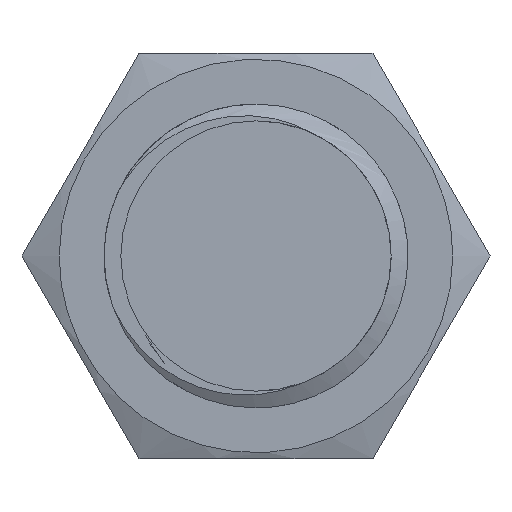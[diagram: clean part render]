
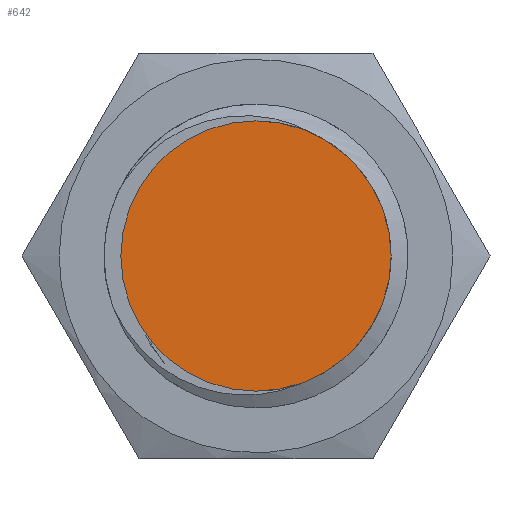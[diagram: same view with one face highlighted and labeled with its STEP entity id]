
A CAD part, left-side view. The second image highlights one B-rep face of the part: STEP entity #642.
In plain terms, the highlighted planar face has unit normal (-1, 0, 0).
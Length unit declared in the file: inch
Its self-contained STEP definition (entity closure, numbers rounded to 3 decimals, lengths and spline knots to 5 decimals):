
#642 = ADVANCED_FACE ( 'NONE', ( #4455 ), #2046, .F. ) ;
#1011 = EDGE_LOOP ( 'NONE', ( #3800, #5849 ) ) ;
#1074 = CARTESIAN_POINT ( 'NONE',  ( 19.4928, 0., 1.53261 ) ) ;
#1285 = CARTESIAN_POINT ( 'NONE',  ( 19.4928, 0., 1.21765 ) ) ;
#1698 = VERTEX_POINT ( 'NONE', #2968 ) ;
#2046 = PLANE ( 'NONE',  #4243 ) ;
#2708 = EDGE_CURVE ( 'NONE', #1698, #3541, #3841, .T. ) ;
#2824 = DIRECTION ( 'NONE',  ( 0., 0., -1. ) ) ;
#2968 = CARTESIAN_POINT ( 'NONE',  ( 19.4928, 0., 0.90268 ) ) ;
#3262 = AXIS2_PLACEMENT_3D ( 'NONE', #6928, #4918, #3502 ) ;
#3502 = DIRECTION ( 'NONE',  ( 0., 0., -1. ) ) ;
#3541 = VERTEX_POINT ( 'NONE', #1074 ) ;
#3800 = ORIENTED_EDGE ( 'NONE', *, *, #2708, .F. ) ;
#3841 = CIRCLE ( 'NONE', #8049, 0.31496 ) ;
#4184 = CARTESIAN_POINT ( 'NONE',  ( 19.4928, 0., 1.21765 ) ) ;
#4243 = AXIS2_PLACEMENT_3D ( 'NONE', #1285, #4585, #7871 ) ;
#4455 = FACE_OUTER_BOUND ( 'NONE', #1011, .T. ) ;
#4585 = DIRECTION ( 'NONE',  ( 1., 0., 0. ) ) ;
#4918 = DIRECTION ( 'NONE',  ( 1., 0., 0. ) ) ;
#5449 = DIRECTION ( 'NONE',  ( 1., 0., 0. ) ) ;
#5849 = ORIENTED_EDGE ( 'NONE', *, *, #6226, .F. ) ;
#6226 = EDGE_CURVE ( 'NONE', #3541, #1698, #6759, .T. ) ;
#6759 = CIRCLE ( 'NONE', #3262, 0.31496 ) ;
#6928 = CARTESIAN_POINT ( 'NONE',  ( 19.4928, 0., 1.21765 ) ) ;
#7871 = DIRECTION ( 'NONE',  ( 0., 0., -1. ) ) ;
#8049 = AXIS2_PLACEMENT_3D ( 'NONE', #4184, #5449, #2824 ) ;
